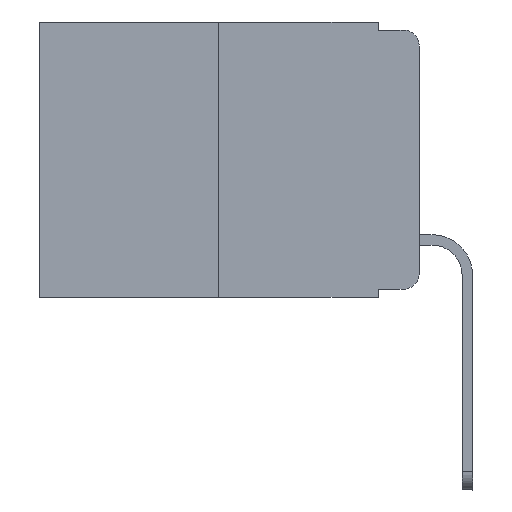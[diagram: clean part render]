
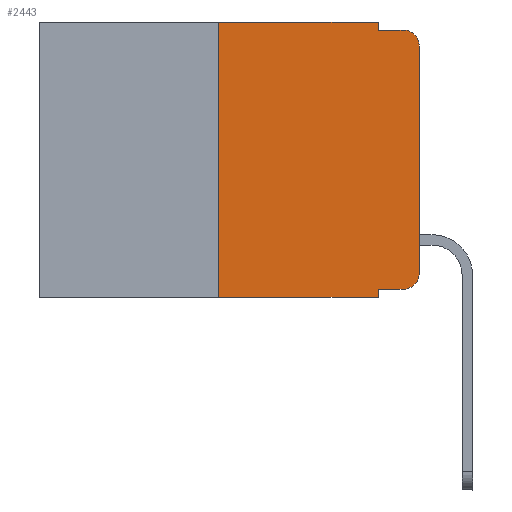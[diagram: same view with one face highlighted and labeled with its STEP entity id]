
A CAD part, left-side view. The second image highlights one B-rep face of the part: STEP entity #2443.
In plain terms, the highlighted planar face has unit normal (-1, 0, 0).
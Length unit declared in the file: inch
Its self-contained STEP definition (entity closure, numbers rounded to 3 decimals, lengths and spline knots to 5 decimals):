
#120 = CARTESIAN_POINT ( 'NONE',  ( 0., 0.051, -0.333 ) ) ;
#236 = ORIENTED_EDGE ( 'NONE', *, *, #12169, .F. ) ;
#442 = CARTESIAN_POINT ( 'NONE',  ( 0., 0., -0.313 ) ) ;
#714 = DIRECTION ( 'NONE',  ( 0., 0., -1. ) ) ;
#731 = CARTESIAN_POINT ( 'NONE',  ( 0., 0.473, -0.343 ) ) ;
#759 = ORIENTED_EDGE ( 'NONE', *, *, #7944, .F. ) ;
#784 = DIRECTION ( 'NONE',  ( -1., 0., 0. ) ) ;
#1083 = ORIENTED_EDGE ( 'NONE', *, *, #12262, .F. ) ;
#1158 = LINE ( 'NONE', #6031, #5938 ) ;
#1637 = LINE ( 'NONE', #3872, #12718 ) ;
#1702 = VERTEX_POINT ( 'NONE', #120 ) ;
#2056 = EDGE_CURVE ( 'NONE', #10549, #10605, #4511, .T. ) ;
#2096 = CARTESIAN_POINT ( 'NONE',  ( 0., 0.051, 0. ) ) ;
#2443 = ADVANCED_FACE ( 'NONE', ( #12684 ), #13705, .F. ) ;
#2553 = ORIENTED_EDGE ( 'NONE', *, *, #15283, .T. ) ;
#2620 = DIRECTION ( 'NONE',  ( 0., 0., -1. ) ) ;
#2849 = ORIENTED_EDGE ( 'NONE', *, *, #12167, .F. ) ;
#3657 = VECTOR ( 'NONE', #6515, 39.37008 ) ;
#3667 = EDGE_CURVE ( 'NONE', #7509, #11906, #7543, .T. ) ;
#3785 = DIRECTION ( 'NONE',  ( 0., -1., 0. ) ) ;
#3813 = AXIS2_PLACEMENT_3D ( 'NONE', #10160, #784, #714 ) ;
#3850 = CARTESIAN_POINT ( 'NONE',  ( 0., 0.02, -0.313 ) ) ;
#3872 = CARTESIAN_POINT ( 'NONE',  ( 0., 0.051, -0.333 ) ) ;
#4292 = DIRECTION ( 'NONE',  ( -1., 0., 0. ) ) ;
#4395 = VERTEX_POINT ( 'NONE', #11748 ) ;
#4397 = EDGE_CURVE ( 'NONE', #5142, #6702, #1158, .T. ) ;
#4511 = LINE ( 'NONE', #731, #9433 ) ;
#4544 = VERTEX_POINT ( 'NONE', #8960 ) ;
#4565 = ORIENTED_EDGE ( 'NONE', *, *, #3667, .T. ) ;
#5139 = LINE ( 'NONE', #14941, #14720 ) ;
#5141 = LINE ( 'NONE', #7978, #7637 ) ;
#5142 = VERTEX_POINT ( 'NONE', #2096 ) ;
#5315 = VECTOR ( 'NONE', #11100, 39.37008 ) ;
#5535 = DIRECTION ( 'NONE',  ( 0., -1., 0. ) ) ;
#5797 = ORIENTED_EDGE ( 'NONE', *, *, #2056, .T. ) ;
#5879 = DIRECTION ( 'NONE',  ( 0., 0., -1. ) ) ;
#5938 = VECTOR ( 'NONE', #5879, 39.37008 ) ;
#5960 = ORIENTED_EDGE ( 'NONE', *, *, #6661, .T. ) ;
#6031 = CARTESIAN_POINT ( 'NONE',  ( 0., 0.051, 0. ) ) ;
#6062 = EDGE_LOOP ( 'NONE', ( #4565, #2553, #759, #13850, #2849, #236, #5797, #1083, #5960, #14971 ) ) ;
#6309 = CARTESIAN_POINT ( 'NONE',  ( 0., 0., 0. ) ) ;
#6515 = DIRECTION ( 'NONE',  ( 0., -1., 0. ) ) ;
#6526 = CARTESIAN_POINT ( 'NONE',  ( 0., 0.473, 0. ) ) ;
#6661 = EDGE_CURVE ( 'NONE', #1702, #4544, #1637, .T. ) ;
#6702 = VERTEX_POINT ( 'NONE', #14636 ) ;
#7403 = VERTEX_POINT ( 'NONE', #14529 ) ;
#7509 = VERTEX_POINT ( 'NONE', #442 ) ;
#7543 = LINE ( 'NONE', #6309, #5315 ) ;
#7611 = CARTESIAN_POINT ( 'NONE',  ( 0., 0.473, 0. ) ) ;
#7637 = VECTOR ( 'NONE', #8985, 39.37008 ) ;
#7777 = CIRCLE ( 'NONE', #12942, 0.02 ) ;
#7944 = EDGE_CURVE ( 'NONE', #6702, #7403, #5139, .T. ) ;
#7978 = CARTESIAN_POINT ( 'NONE',  ( 0., 0.051, 0. ) ) ;
#8960 = CARTESIAN_POINT ( 'NONE',  ( 0., 0.02, -0.333 ) ) ;
#8985 = DIRECTION ( 'NONE',  ( 0., 0., -1. ) ) ;
#9288 = DIRECTION ( 'NONE',  ( 0., -1., 0. ) ) ;
#9433 = VECTOR ( 'NONE', #5535, 39.37008 ) ;
#10095 = CARTESIAN_POINT ( 'NONE',  ( 0., 0.25, -0.343 ) ) ;
#10160 = CARTESIAN_POINT ( 'NONE',  ( 0., 0.02, -0.03 ) ) ;
#10161 = DIRECTION ( 'NONE',  ( 0., 0., -1. ) ) ;
#10171 = CARTESIAN_POINT ( 'NONE',  ( 0., 0., -0.03 ) ) ;
#10201 = AXIS2_PLACEMENT_3D ( 'NONE', #6526, #11233, #10161 ) ;
#10549 = VERTEX_POINT ( 'NONE', #10095 ) ;
#10605 = VERTEX_POINT ( 'NONE', #10982 ) ;
#10982 = CARTESIAN_POINT ( 'NONE',  ( 0., 0.051, -0.343 ) ) ;
#11100 = DIRECTION ( 'NONE',  ( 0., 0., 1. ) ) ;
#11223 = LINE ( 'NONE', #14575, #13544 ) ;
#11233 = DIRECTION ( 'NONE',  ( 1., 0., 0. ) ) ;
#11240 = CIRCLE ( 'NONE', #3813, 0.02 ) ;
#11748 = CARTESIAN_POINT ( 'NONE',  ( 0., 0.25, 0. ) ) ;
#11906 = VERTEX_POINT ( 'NONE', #10171 ) ;
#12167 = EDGE_CURVE ( 'NONE', #4395, #5142, #13310, .T. ) ;
#12169 = EDGE_CURVE ( 'NONE', #10549, #4395, #11223, .T. ) ;
#12262 = EDGE_CURVE ( 'NONE', #1702, #10605, #5141, .T. ) ;
#12643 = EDGE_CURVE ( 'NONE', #4544, #7509, #7777, .T. ) ;
#12684 = FACE_OUTER_BOUND ( 'NONE', #6062, .T. ) ;
#12718 = VECTOR ( 'NONE', #3785, 39.37008 ) ;
#12942 = AXIS2_PLACEMENT_3D ( 'NONE', #3850, #4292, #2620 ) ;
#13310 = LINE ( 'NONE', #7611, #3657 ) ;
#13544 = VECTOR ( 'NONE', #14640, 39.37008 ) ;
#13705 = PLANE ( 'NONE',  #10201 ) ;
#13850 = ORIENTED_EDGE ( 'NONE', *, *, #4397, .F. ) ;
#14529 = CARTESIAN_POINT ( 'NONE',  ( 0., 0.02, -0.01 ) ) ;
#14575 = CARTESIAN_POINT ( 'NONE',  ( 0., 0.25, 0. ) ) ;
#14636 = CARTESIAN_POINT ( 'NONE',  ( 0., 0.051, -0.01 ) ) ;
#14640 = DIRECTION ( 'NONE',  ( 0., 0., 1. ) ) ;
#14720 = VECTOR ( 'NONE', #9288, 39.37008 ) ;
#14941 = CARTESIAN_POINT ( 'NONE',  ( 0., 0.051, -0.01 ) ) ;
#14971 = ORIENTED_EDGE ( 'NONE', *, *, #12643, .T. ) ;
#15283 = EDGE_CURVE ( 'NONE', #11906, #7403, #11240, .T. ) ;
